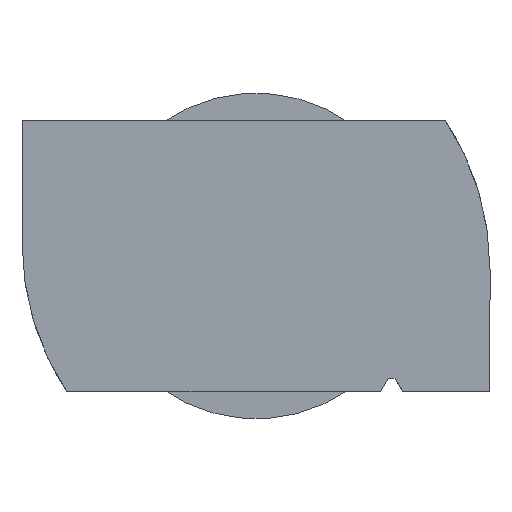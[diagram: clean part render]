
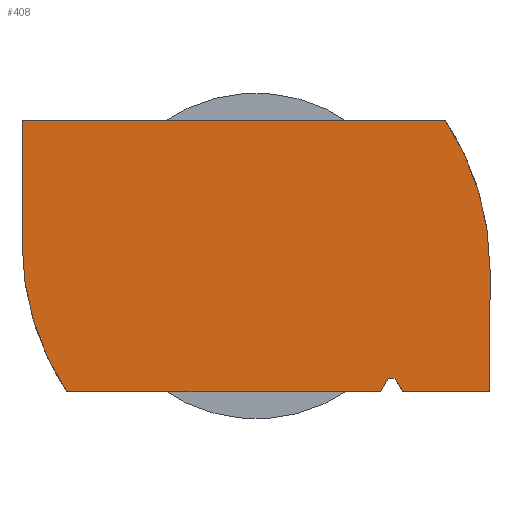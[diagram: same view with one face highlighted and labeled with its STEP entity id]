
A CAD part, front view. The second image highlights one B-rep face of the part: STEP entity #408.
In plain terms, the highlighted planar face has unit normal (0, -1, 0).
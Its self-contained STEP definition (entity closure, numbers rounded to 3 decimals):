
#29 = DIRECTION ( 'NONE',  ( 0., 1., 0. ) ) ;
#58 = CARTESIAN_POINT ( 'NONE',  ( 10.827, 0., -10. ) ) ;
#61 = FACE_OUTER_BOUND ( 'NONE', #696, .T. ) ;
#93 = VECTOR ( 'NONE', #1002, 1000. ) ;
#95 = LINE ( 'NONE', #887, #391 ) ;
#105 = DIRECTION ( 'NONE',  ( 0., 0., -1. ) ) ;
#110 = CARTESIAN_POINT ( 'NONE',  ( 10.827, 0., -10. ) ) ;
#125 = LINE ( 'NONE', #383, #971 ) ;
#136 = VERTEX_POINT ( 'NONE', #1022 ) ;
#137 = EDGE_CURVE ( 'NONE', #775, #405, #1088, .T. ) ;
#193 = CARTESIAN_POINT ( 'NONE',  ( 17.25, 0., -10. ) ) ;
#243 = CARTESIAN_POINT ( 'NONE',  ( 17.25, 0., -1. ) ) ;
#292 = CARTESIAN_POINT ( 'NONE',  ( 13.953, 0., 10. ) ) ;
#299 = ORIENTED_EDGE ( 'NONE', *, *, #771, .F. ) ;
#314 = DIRECTION ( 'NONE',  ( 0., 0., -1. ) ) ;
#366 = ORIENTED_EDGE ( 'NONE', *, *, #1384, .F. ) ;
#383 = CARTESIAN_POINT ( 'NONE',  ( 10.25, 0., -9. ) ) ;
#385 = LINE ( 'NONE', #1281, #747 ) ;
#388 = ORIENTED_EDGE ( 'NONE', *, *, #1361, .T. ) ;
#391 = VECTOR ( 'NONE', #1300, 1000. ) ;
#394 = CARTESIAN_POINT ( 'NONE',  ( -2.75, 0., -1. ) ) ;
#405 = VERTEX_POINT ( 'NONE', #853 ) ;
#408 = ADVANCED_FACE ( 'NONE', ( #61 ), #637, .T. ) ;
#418 = EDGE_CURVE ( 'NONE', #136, #775, #1649, .T. ) ;
#434 = EDGE_CURVE ( 'NONE', #665, #1227, #609, .T. ) ;
#446 = ORIENTED_EDGE ( 'NONE', *, *, #137, .F. ) ;
#494 = DIRECTION ( 'NONE',  ( 0.5, 0., -0.866 ) ) ;
#546 = EDGE_CURVE ( 'NONE', #1135, #1517, #125, .T. ) ;
#555 = CARTESIAN_POINT ( 'NONE',  ( 9.75, 0., -9. ) ) ;
#562 = AXIS2_PLACEMENT_3D ( 'NONE', #394, #632, #105 ) ;
#609 = LINE ( 'NONE', #1630, #613 ) ;
#613 = VECTOR ( 'NONE', #1137, 1000. ) ;
#624 = ORIENTED_EDGE ( 'NONE', *, *, #956, .F. ) ;
#632 = DIRECTION ( 'NONE',  ( 0., 1., 0. ) ) ;
#637 = PLANE ( 'NONE',  #821 ) ;
#665 = VERTEX_POINT ( 'NONE', #1105 ) ;
#670 = DIRECTION ( 'NONE',  ( 1., 0., 0. ) ) ;
#681 = VECTOR ( 'NONE', #1250, 1000. ) ;
#696 = EDGE_LOOP ( 'NONE', ( #388, #366, #624, #446, #818, #1104, #299, #964, #1530, #1083 ) ) ;
#747 = VECTOR ( 'NONE', #1154, 1000. ) ;
#751 = VERTEX_POINT ( 'NONE', #193 ) ;
#771 = EDGE_CURVE ( 'NONE', #1227, #908, #1656, .T. ) ;
#775 = VERTEX_POINT ( 'NONE', #292 ) ;
#818 = ORIENTED_EDGE ( 'NONE', *, *, #418, .F. ) ;
#821 = AXIS2_PLACEMENT_3D ( 'NONE', #1255, #1029, #314 ) ;
#839 = EDGE_CURVE ( 'NONE', #665, #1135, #1527, .T. ) ;
#853 = CARTESIAN_POINT ( 'NONE',  ( 17.25, 0., -1. ) ) ;
#857 = CARTESIAN_POINT ( 'NONE',  ( -17.25, 0., 1. ) ) ;
#887 = CARTESIAN_POINT ( 'NONE',  ( -17.25, 0., 10. ) ) ;
#908 = VERTEX_POINT ( 'NONE', #857 ) ;
#946 = DIRECTION ( 'NONE',  ( 0., 0., -1. ) ) ;
#956 = EDGE_CURVE ( 'NONE', #405, #751, #1289, .T. ) ;
#964 = ORIENTED_EDGE ( 'NONE', *, *, #434, .F. ) ;
#971 = VECTOR ( 'NONE', #670, 1000. ) ;
#995 = CARTESIAN_POINT ( 'NONE',  ( -13.953, 0., -10. ) ) ;
#1002 = DIRECTION ( 'NONE',  ( 1., 0., 0. ) ) ;
#1022 = CARTESIAN_POINT ( 'NONE',  ( -17.25, 0., 10. ) ) ;
#1029 = DIRECTION ( 'NONE',  ( 0., -1., 0. ) ) ;
#1080 = AXIS2_PLACEMENT_3D ( 'NONE', #1218, #29, #946 ) ;
#1083 = ORIENTED_EDGE ( 'NONE', *, *, #546, .T. ) ;
#1088 = CIRCLE ( 'NONE', #562, 20. ) ;
#1104 = ORIENTED_EDGE ( 'NONE', *, *, #1695, .F. ) ;
#1105 = CARTESIAN_POINT ( 'NONE',  ( 9.173, 0., -10. ) ) ;
#1135 = VERTEX_POINT ( 'NONE', #555 ) ;
#1137 = DIRECTION ( 'NONE',  ( -1., 0., 0. ) ) ;
#1154 = DIRECTION ( 'NONE',  ( -1., 0., 0. ) ) ;
#1209 = CARTESIAN_POINT ( 'NONE',  ( 10.25, 0., -9. ) ) ;
#1218 = CARTESIAN_POINT ( 'NONE',  ( 2.75, 0., 1. ) ) ;
#1227 = VERTEX_POINT ( 'NONE', #995 ) ;
#1250 = DIRECTION ( 'NONE',  ( 0.5, 0., 0.866 ) ) ;
#1255 = CARTESIAN_POINT ( 'NONE',  ( 2.75, 0., 1. ) ) ;
#1281 = CARTESIAN_POINT ( 'NONE',  ( -13.953, 0., -10. ) ) ;
#1289 = LINE ( 'NONE', #243, #1491 ) ;
#1300 = DIRECTION ( 'NONE',  ( 0., 0., 1. ) ) ;
#1361 = EDGE_CURVE ( 'NONE', #1517, #1678, #1545, .T. ) ;
#1384 = EDGE_CURVE ( 'NONE', #751, #1678, #385, .T. ) ;
#1389 = CARTESIAN_POINT ( 'NONE',  ( 9.75, 0., -9. ) ) ;
#1491 = VECTOR ( 'NONE', #1560, 1000. ) ;
#1494 = CARTESIAN_POINT ( 'NONE',  ( -17.25, 0., 10. ) ) ;
#1496 = VECTOR ( 'NONE', #494, 1000. ) ;
#1517 = VERTEX_POINT ( 'NONE', #1209 ) ;
#1527 = LINE ( 'NONE', #1389, #681 ) ;
#1530 = ORIENTED_EDGE ( 'NONE', *, *, #839, .T. ) ;
#1545 = LINE ( 'NONE', #110, #1496 ) ;
#1560 = DIRECTION ( 'NONE',  ( 0., 0., -1. ) ) ;
#1630 = CARTESIAN_POINT ( 'NONE',  ( -13.953, 0., -10. ) ) ;
#1649 = LINE ( 'NONE', #1494, #93 ) ;
#1656 = CIRCLE ( 'NONE', #1080, 20. ) ;
#1678 = VERTEX_POINT ( 'NONE', #58 ) ;
#1695 = EDGE_CURVE ( 'NONE', #908, #136, #95, .T. ) ;
